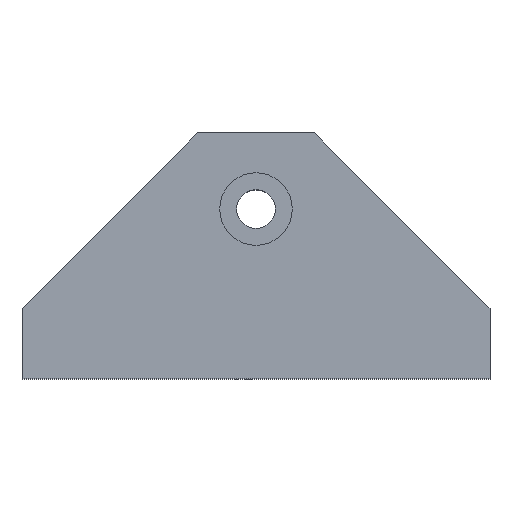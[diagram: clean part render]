
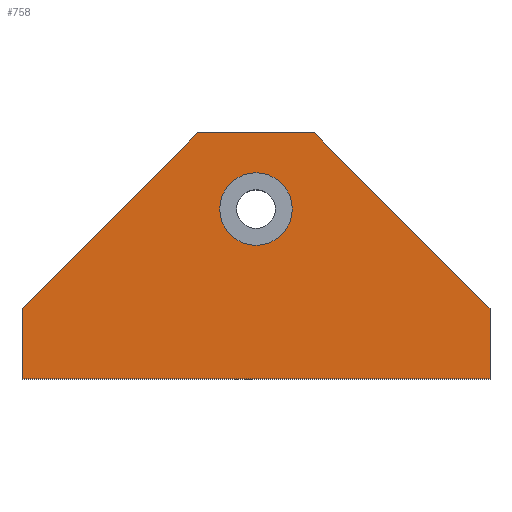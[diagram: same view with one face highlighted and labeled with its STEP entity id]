
A CAD part, top view. The second image highlights one B-rep face of the part: STEP entity #758.
In plain terms, the highlighted planar face has unit normal (0, 0, 1).
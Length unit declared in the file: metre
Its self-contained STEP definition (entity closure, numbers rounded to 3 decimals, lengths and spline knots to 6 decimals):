
#35=LINE('',#1119,#127);
#38=LINE('',#1125,#130);
#46=LINE('',#1140,#138);
#49=LINE('',#1145,#141);
#52=LINE('',#1151,#144);
#54=LINE('',#1154,#146);
#127=VECTOR('',#910,1.);
#130=VECTOR('',#915,1.);
#138=VECTOR('',#925,1.);
#141=VECTOR('',#930,1.);
#144=VECTOR('',#935,1.);
#146=VECTOR('',#939,1.);
#206=PLANE('',#821);
#297=ORIENTED_EDGE('',*,*,#488,.F.);
#298=ORIENTED_EDGE('',*,*,#468,.T.);
#299=ORIENTED_EDGE('',*,*,#471,.T.);
#300=ORIENTED_EDGE('',*,*,#479,.T.);
#301=ORIENTED_EDGE('',*,*,#482,.T.);
#302=ORIENTED_EDGE('',*,*,#485,.T.);
#303=ORIENTED_EDGE('',*,*,#487,.T.);
#468=EDGE_CURVE('',#564,#567,#35,.T.);
#471=EDGE_CURVE('',#567,#569,#38,.T.);
#479=EDGE_CURVE('',#569,#575,#46,.T.);
#482=EDGE_CURVE('',#575,#576,#49,.T.);
#485=EDGE_CURVE('',#576,#578,#52,.T.);
#487=EDGE_CURVE('',#578,#564,#54,.T.);
#488=EDGE_CURVE('',#579,#579,#617,.T.);
#564=VERTEX_POINT('',#1113);
#567=VERTEX_POINT('',#1118);
#569=VERTEX_POINT('',#1124);
#575=VERTEX_POINT('',#1139);
#576=VERTEX_POINT('',#1144);
#578=VERTEX_POINT('',#1150);
#579=VERTEX_POINT('',#1157);
#617=CIRCLE('',#822,0.0031);
#641=EDGE_LOOP('',(#297));
#642=EDGE_LOOP('',(#298,#299,#300,#301,#302,#303));
#701=FACE_BOUND('',#641,.T.);
#702=FACE_BOUND('',#642,.T.);
#758=ADVANCED_FACE('',(#701,#702),#206,.T.);
#821=AXIS2_PLACEMENT_3D('',#1155,#940,#941);
#822=AXIS2_PLACEMENT_3D('',#1156,#942,#943);
#910=DIRECTION('',(-0.707,-0.707,0.));
#915=DIRECTION('',(0.,-1.,0.));
#925=DIRECTION('',(1.,0.,0.));
#930=DIRECTION('',(0.,1.,0.));
#935=DIRECTION('',(-0.707,0.707,0.));
#939=DIRECTION('',(-1.,0.,0.));
#940=DIRECTION('',(0.,0.,1.));
#941=DIRECTION('',(0.,-1.,0.));
#942=DIRECTION('',(0.,0.,1.));
#943=DIRECTION('',(0.,-1.,0.));
#1113=CARTESIAN_POINT('',(0.096684,0.091667,0.017));
#1118=CARTESIAN_POINT('',(0.081684,0.076667,0.017));
#1119=CARTESIAN_POINT('',(0.096684,0.091667,0.017));
#1124=CARTESIAN_POINT('',(0.081684,0.070667,0.017));
#1125=CARTESIAN_POINT('',(0.081684,0.076667,0.017));
#1139=CARTESIAN_POINT('',(0.121684,0.070667,0.017));
#1140=CARTESIAN_POINT('',(0.121684,0.070667,0.017));
#1144=CARTESIAN_POINT('',(0.121684,0.076667,0.017));
#1145=CARTESIAN_POINT('',(0.121684,0.076667,0.017));
#1150=CARTESIAN_POINT('',(0.106684,0.091667,0.017));
#1151=CARTESIAN_POINT('',(0.106684,0.091667,0.017));
#1154=CARTESIAN_POINT('',(0.096684,0.091667,0.017));
#1155=CARTESIAN_POINT('',(0.,0.,0.017));
#1156=CARTESIAN_POINT('',(0.101684,0.085167,0.017));
#1157=CARTESIAN_POINT('',(0.101684,0.082067,0.017));
